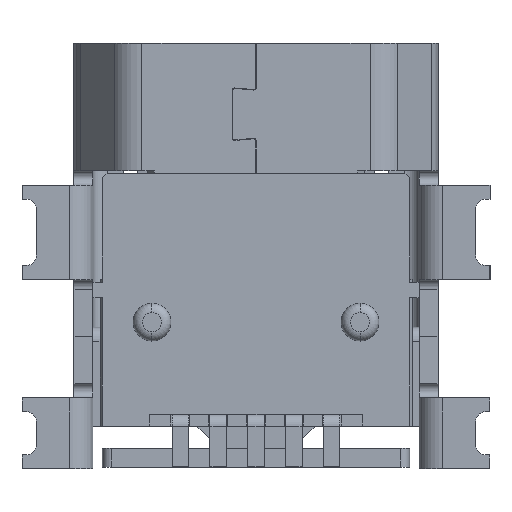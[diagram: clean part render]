
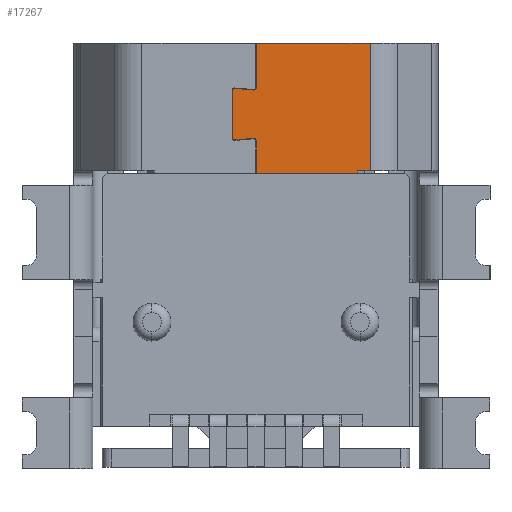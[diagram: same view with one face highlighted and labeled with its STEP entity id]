
A CAD part, front view. The second image highlights one B-rep face of the part: STEP entity #17267.
In plain terms, the highlighted planar face has unit normal (0, -1, 0).
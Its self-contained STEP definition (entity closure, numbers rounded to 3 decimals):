
#34 = VERTEX_POINT ( 'NONE', #10029 ) ;
#331 = ORIENTED_EDGE ( 'NONE', *, *, #11631, .T. ) ;
#367 = CARTESIAN_POINT ( 'NONE',  ( -0.45, 0.1, 4.168 ) ) ;
#520 = CARTESIAN_POINT ( 'NONE',  ( 0.005, 0.1, 3.417 ) ) ;
#672 = AXIS2_PLACEMENT_3D ( 'NONE', #367, #1830, #17269 ) ;
#684 = ORIENTED_EDGE ( 'NONE', *, *, #2429, .T. ) ;
#926 = CARTESIAN_POINT ( 'NONE',  ( 0.005, 0.1, 5.233 ) ) ;
#955 = PLANE ( 'NONE',  #11095 ) ;
#1087 = CARTESIAN_POINT ( 'NONE',  ( -0.05, 0.1, 4.102 ) ) ;
#1099 = LINE ( 'NONE', #12384, #5235 ) ;
#1116 = VERTEX_POINT ( 'NONE', #3138 ) ;
#1128 = DIRECTION ( 'NONE',  ( 0., -1., 0. ) ) ;
#1130 = CARTESIAN_POINT ( 'NONE',  ( -0.45, 0.1, 5.168 ) ) ;
#1176 = ORIENTED_EDGE ( 'NONE', *, *, #2489, .T. ) ;
#1407 = VERTEX_POINT ( 'NONE', #17599 ) ;
#1408 = VERTEX_POINT ( 'NONE', #926 ) ;
#1419 = VERTEX_POINT ( 'NONE', #7766 ) ;
#1494 = CARTESIAN_POINT ( 'NONE',  ( -0.45, 0.1, 5.213 ) ) ;
#1522 = AXIS2_PLACEMENT_3D ( 'NONE', #1087, #6813, #6750 ) ;
#1747 = EDGE_CURVE ( 'NONE', #3871, #13078, #9052, .T. ) ;
#1765 = VERTEX_POINT ( 'NONE', #3416 ) ;
#1830 = DIRECTION ( 'NONE',  ( 0., -1., 0. ) ) ;
#2058 = CARTESIAN_POINT ( 'NONE',  ( -0.05, 0.1, 4.157 ) ) ;
#2247 = CARTESIAN_POINT ( 'NONE',  ( -0.055, 0.1, 5.178 ) ) ;
#2328 = VECTOR ( 'NONE', #11166, 1000. ) ;
#2427 = CARTESIAN_POINT ( 'NONE',  ( 0.005, 0.1, 3.417 ) ) ;
#2429 = EDGE_CURVE ( 'NONE', #6838, #1765, #4460, .T. ) ;
#2489 = EDGE_CURVE ( 'NONE', #1408, #17300, #9893, .T. ) ;
#2820 = DIRECTION ( 'NONE',  ( 0., 0., 1. ) ) ;
#2971 = CARTESIAN_POINT ( 'NONE',  ( 2.15, 0.1, 3.467 ) ) ;
#2998 = CARTESIAN_POINT ( 'NONE',  ( 2.415, 0.1, 3.467 ) ) ;
#3096 = DIRECTION ( 'NONE',  ( 0., 0., -1. ) ) ;
#3138 = CARTESIAN_POINT ( 'NONE',  ( 0.005, 0.1, 4.102 ) ) ;
#3245 = EDGE_CURVE ( 'NONE', #1407, #15962, #10292, .T. ) ;
#3416 = CARTESIAN_POINT ( 'NONE',  ( 0.005, 0.1, 6.168 ) ) ;
#3675 = EDGE_LOOP ( 'NONE', ( #331, #17945, #684, #4258, #1176, #13299, #5375, #11288, #12730, #12614, #16116, #5158, #3813, #7185, #12988, #9521 ) ) ;
#3766 = CARTESIAN_POINT ( 'NONE',  ( -0.446, 0.1, 5.212 ) ) ;
#3813 = ORIENTED_EDGE ( 'NONE', *, *, #13943, .T. ) ;
#3871 = VERTEX_POINT ( 'NONE', #2427 ) ;
#3907 = LINE ( 'NONE', #2247, #4336 ) ;
#4008 = CARTESIAN_POINT ( 'NONE',  ( -0.495, 0.1, 5.168 ) ) ;
#4053 = DIRECTION ( 'NONE',  ( 0., 0., -1. ) ) ;
#4258 = ORIENTED_EDGE ( 'NONE', *, *, #8103, .T. ) ;
#4336 = VECTOR ( 'NONE', #6431, 1000. ) ;
#4460 = LINE ( 'NONE', #15674, #9033 ) ;
#4479 = LINE ( 'NONE', #16989, #9055 ) ;
#4503 = VECTOR ( 'NONE', #13739, 1000. ) ;
#4572 = VECTOR ( 'NONE', #3096, 1000. ) ;
#4845 = VERTEX_POINT ( 'NONE', #2998 ) ;
#5158 = ORIENTED_EDGE ( 'NONE', *, *, #15916, .T. ) ;
#5235 = VECTOR ( 'NONE', #4053, 1000. ) ;
#5347 = CARTESIAN_POINT ( 'NONE',  ( -0.055, 0.1, 4.157 ) ) ;
#5375 = ORIENTED_EDGE ( 'NONE', *, *, #5712, .T. ) ;
#5476 = VECTOR ( 'NONE', #15823, 1000. ) ;
#5610 = FACE_OUTER_BOUND ( 'NONE', #3675, .T. ) ;
#5658 = EDGE_CURVE ( 'NONE', #1116, #3871, #1099, .T. ) ;
#5662 = CARTESIAN_POINT ( 'NONE',  ( 2.15, 0.1, 3.417 ) ) ;
#5712 = EDGE_CURVE ( 'NONE', #9635, #17541, #9843, .T. ) ;
#5736 = CIRCLE ( 'NONE', #672, 0.045 ) ;
#5783 = LINE ( 'NONE', #6639, #4503 ) ;
#6431 = DIRECTION ( 'NONE',  ( -0.996, 0., 0.087 ) ) ;
#6639 = CARTESIAN_POINT ( 'NONE',  ( 2.415, 0.1, -3.217 ) ) ;
#6750 = DIRECTION ( 'NONE',  ( 0., 0., 1. ) ) ;
#6813 = DIRECTION ( 'NONE',  ( 0., 1., 0. ) ) ;
#6838 = VERTEX_POINT ( 'NONE', #15099 ) ;
#6888 = LINE ( 'NONE', #16549, #2328 ) ;
#6900 = EDGE_CURVE ( 'NONE', #34, #1419, #12195, .T. ) ;
#7084 = CARTESIAN_POINT ( 'NONE',  ( -0.45, 0.1, 5.168 ) ) ;
#7185 = ORIENTED_EDGE ( 'NONE', *, *, #5658, .T. ) ;
#7766 = CARTESIAN_POINT ( 'NONE',  ( -0.495, 0.1, 4.168 ) ) ;
#7842 = CIRCLE ( 'NONE', #17412, 0.055 ) ;
#8103 = EDGE_CURVE ( 'NONE', #1765, #1408, #6888, .T. ) ;
#8442 = EDGE_CURVE ( 'NONE', #4845, #6838, #5783, .T. ) ;
#8484 = DIRECTION ( 'NONE',  ( 0., -1., 0. ) ) ;
#8517 = EDGE_CURVE ( 'NONE', #13078, #13052, #8857, .T. ) ;
#8634 = DIRECTION ( 'NONE',  ( 1., 0., 0. ) ) ;
#8857 = LINE ( 'NONE', #5662, #14967 ) ;
#9033 = VECTOR ( 'NONE', #11452, 1000. ) ;
#9052 = LINE ( 'NONE', #520, #12982 ) ;
#9055 = VECTOR ( 'NONE', #8634, 1000. ) ;
#9480 = CIRCLE ( 'NONE', #13283, 0.045 ) ;
#9494 = CARTESIAN_POINT ( 'NONE',  ( 6.819, 0.1, -3.217 ) ) ;
#9521 = ORIENTED_EDGE ( 'NONE', *, *, #8517, .T. ) ;
#9635 = VERTEX_POINT ( 'NONE', #3766 ) ;
#9843 = CIRCLE ( 'NONE', #11635, 0.045 ) ;
#9893 = CIRCLE ( 'NONE', #17811, 0.055 ) ;
#10029 = CARTESIAN_POINT ( 'NONE',  ( -0.495, 0.1, 5.168 ) ) ;
#10292 = LINE ( 'NONE', #15761, #5476 ) ;
#10775 = DIRECTION ( 'NONE',  ( 0., -1., 0. ) ) ;
#11095 = AXIS2_PLACEMENT_3D ( 'NONE', #9494, #1128, #17682 ) ;
#11165 = DIRECTION ( 'NONE',  ( 0., 0., 1. ) ) ;
#11166 = DIRECTION ( 'NONE',  ( 0., 0., -1. ) ) ;
#11288 = ORIENTED_EDGE ( 'NONE', *, *, #11394, .T. ) ;
#11394 = EDGE_CURVE ( 'NONE', #17541, #34, #9480, .T. ) ;
#11452 = DIRECTION ( 'NONE',  ( -1., 0., 0. ) ) ;
#11625 = CARTESIAN_POINT ( 'NONE',  ( -0.05, 0.1, 5.233 ) ) ;
#11631 = EDGE_CURVE ( 'NONE', #13052, #4845, #4479, .T. ) ;
#11635 = AXIS2_PLACEMENT_3D ( 'NONE', #7084, #8484, #14167 ) ;
#11745 = DIRECTION ( 'NONE',  ( 0., 0., 1. ) ) ;
#11960 = EDGE_CURVE ( 'NONE', #1419, #1407, #5736, .T. ) ;
#12195 = LINE ( 'NONE', #4008, #4572 ) ;
#12292 = DIRECTION ( 'NONE',  ( 0., 0., 1. ) ) ;
#12384 = CARTESIAN_POINT ( 'NONE',  ( 0.005, 0.1, 4.102 ) ) ;
#12614 = ORIENTED_EDGE ( 'NONE', *, *, #11960, .T. ) ;
#12626 = DIRECTION ( 'NONE',  ( 0., 1., 0. ) ) ;
#12636 = CARTESIAN_POINT ( 'NONE',  ( 2.15, 0.1, 3.417 ) ) ;
#12730 = ORIENTED_EDGE ( 'NONE', *, *, #6900, .T. ) ;
#12982 = VECTOR ( 'NONE', #13091, 1000. ) ;
#12988 = ORIENTED_EDGE ( 'NONE', *, *, #1747, .T. ) ;
#13052 = VERTEX_POINT ( 'NONE', #2971 ) ;
#13078 = VERTEX_POINT ( 'NONE', #12636 ) ;
#13091 = DIRECTION ( 'NONE',  ( 1., 0., 0. ) ) ;
#13225 = CIRCLE ( 'NONE', #1522, 0.055 ) ;
#13283 = AXIS2_PLACEMENT_3D ( 'NONE', #1130, #10775, #12292 ) ;
#13299 = ORIENTED_EDGE ( 'NONE', *, *, #17203, .T. ) ;
#13739 = DIRECTION ( 'NONE',  ( 0., 0., 1. ) ) ;
#13943 = EDGE_CURVE ( 'NONE', #15151, #1116, #7842, .T. ) ;
#14167 = DIRECTION ( 'NONE',  ( 0., 0., 1. ) ) ;
#14168 = CARTESIAN_POINT ( 'NONE',  ( -0.05, 0.1, 4.102 ) ) ;
#14391 = DIRECTION ( 'NONE',  ( 0., 1., 0. ) ) ;
#14967 = VECTOR ( 'NONE', #2820, 1000. ) ;
#15099 = CARTESIAN_POINT ( 'NONE',  ( 2.415, 0.1, 6.168 ) ) ;
#15151 = VERTEX_POINT ( 'NONE', #2058 ) ;
#15674 = CARTESIAN_POINT ( 'NONE',  ( 19.732, 0.1, 6.168 ) ) ;
#15761 = CARTESIAN_POINT ( 'NONE',  ( -0.446, 0.1, 4.123 ) ) ;
#15823 = DIRECTION ( 'NONE',  ( 0.996, 0., 0.087 ) ) ;
#15916 = EDGE_CURVE ( 'NONE', #15962, #15151, #13225, .T. ) ;
#15962 = VERTEX_POINT ( 'NONE', #5347 ) ;
#16116 = ORIENTED_EDGE ( 'NONE', *, *, #3245, .T. ) ;
#16275 = CARTESIAN_POINT ( 'NONE',  ( -0.055, 0.1, 5.178 ) ) ;
#16549 = CARTESIAN_POINT ( 'NONE',  ( 0.005, 0.1, 6.168 ) ) ;
#16989 = CARTESIAN_POINT ( 'NONE',  ( 2.15, 0.1, 3.467 ) ) ;
#17203 = EDGE_CURVE ( 'NONE', #17300, #9635, #3907, .T. ) ;
#17267 = ADVANCED_FACE ( 'NONE', ( #5610 ), #955, .T. ) ;
#17269 = DIRECTION ( 'NONE',  ( 0., 0., 1. ) ) ;
#17300 = VERTEX_POINT ( 'NONE', #16275 ) ;
#17412 = AXIS2_PLACEMENT_3D ( 'NONE', #14168, #12626, #11165 ) ;
#17541 = VERTEX_POINT ( 'NONE', #1494 ) ;
#17599 = CARTESIAN_POINT ( 'NONE',  ( -0.446, 0.1, 4.123 ) ) ;
#17682 = DIRECTION ( 'NONE',  ( 0., 0., 1. ) ) ;
#17811 = AXIS2_PLACEMENT_3D ( 'NONE', #11625, #14391, #11745 ) ;
#17945 = ORIENTED_EDGE ( 'NONE', *, *, #8442, .T. ) ;
